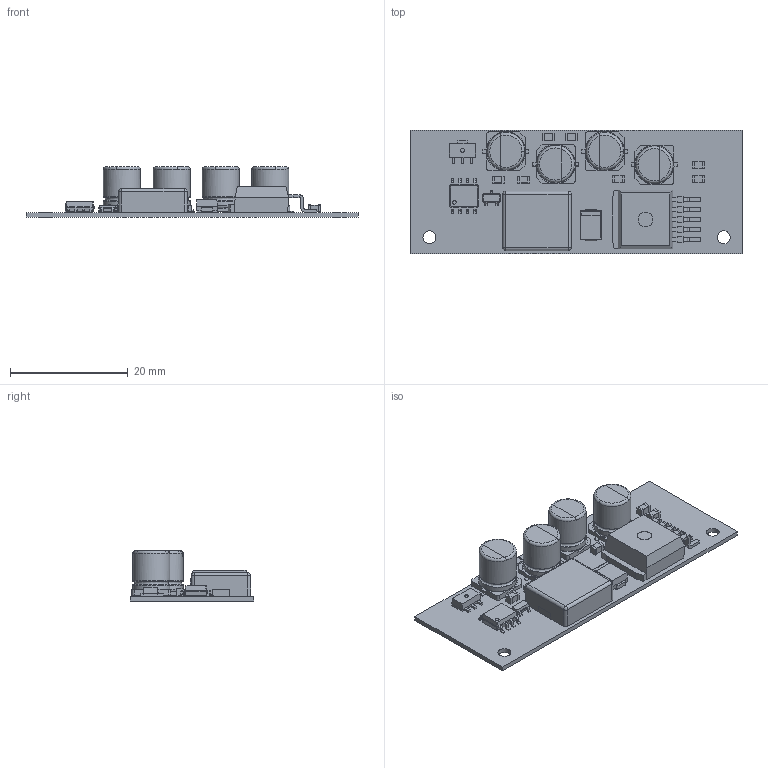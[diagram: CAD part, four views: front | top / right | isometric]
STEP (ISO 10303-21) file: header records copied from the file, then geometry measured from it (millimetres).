
FILE_DESCRIPTION(('KiCad electronic assembly'),'2;1');
FILE_NAME('optiplower.step','2023-07-08T17:56:32',('Pcbnew'),('Kicad'), 'Open CASCADE STEP processor 7.6','KiCad to STEP converter','Unknown' );
FILE_SCHEMA(('AUTOMOTIVE_DESIGN { 1 0 10303 214 1 1 1 1 }'));
Length unit declared in the file: millimetre
Products named in the file (20): optiplower 1; R_0805_2012Metric; SOLID; TO-263-5_TabPin3; COMPOUND; C_0805_2012Metric; CP_Elec_6.3x7.7; SOT-23; SOT-89-3; L_Chilisin_BMRF00101040; D_SMB; SOIC-8_3.9x4.9mm_P1.27mm; optiplower PCB
Assembly tree (27 placements, depth 3):
  optiplower 1
    R_0805_2012Metric  x2
      SOLID
    TO-263-5_TabPin3
      COMPOUND
    C_0805_2012Metric  x5
      SOLID
    CP_Elec_6.3x7.7  x4
      SOLID
    SOT-23
      SOLID
    SOT-89-3
      COMPOUND
    L_Chilisin_BMRF00101040
      COMPOUND
    D_SMB
      SOLID
    SOIC-8_3.9x4.9mm_P1.27mm
      SOLID
    optiplower PCB
Bounding box: 56.39 x 21 x 8.53 mm (x, y, z)
Volume: 2923.8 mm3; surface area: 4931.3 mm2
Topology: 30 solids, 30 shells, 852 faces, 2150 edges, 1372 vertices
Faces by surface type: plane 554, cylinder 197, bspline 77, torus 16, revolution 4, sphere 4
Full cylindrical faces by diameter (mm): 0.6 x1, 0.7 x1, 2.2 x2, 2.5 x1, 6.3 x8
Entity records: 40538 total; most frequent: CARTESIAN_POINT 7960, DIRECTION 5419, LINE 3757, VECTOR 3757, ORIENTED_EDGE 2962, PCURVE 2962, DEFINITIONAL_REPRESENTATION 2962, EDGE_CURVE 1481
